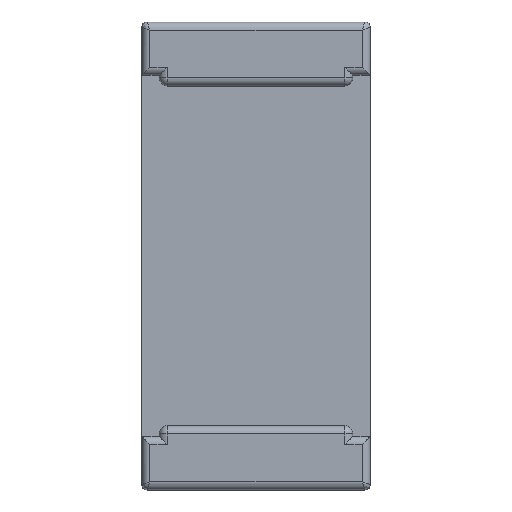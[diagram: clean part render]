
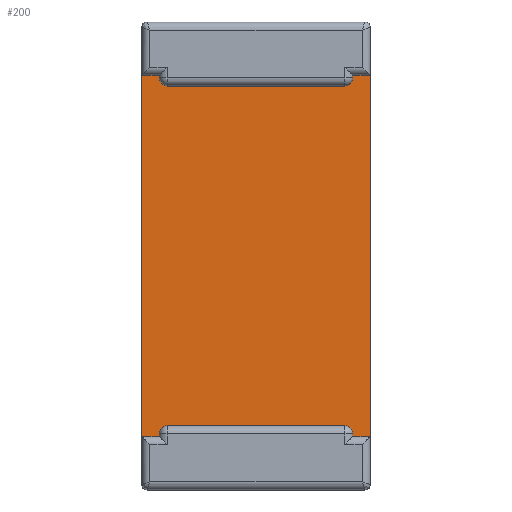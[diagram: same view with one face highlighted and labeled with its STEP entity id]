
A CAD part, top view. The second image highlights one B-rep face of the part: STEP entity #200.
In plain terms, the highlighted planar face has unit normal (0, 0, 1).
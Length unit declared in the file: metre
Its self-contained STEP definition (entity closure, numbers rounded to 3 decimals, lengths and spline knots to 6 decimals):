
#200=ADVANCED_FACE('0:40',(#403),#404,.T.);
#403=FACE_OUTER_BOUND('',#643,.T.);
#404=PLANE('',#644);
#643=EDGE_LOOP('',(#1068,#1069,#1070,#1071));
#644=AXIS2_PLACEMENT_3D('',#1072,#1073,#1074);
#1068=ORIENTED_EDGE('',*,*,#1666,.T.);
#1069=ORIENTED_EDGE('',*,*,#1662,.T.);
#1070=ORIENTED_EDGE('',*,*,#1667,.T.);
#1071=ORIENTED_EDGE('',*,*,#1668,.T.);
#1072=CARTESIAN_POINT('',(0.0,0.0,0.0));
#1073=DIRECTION('',(0.0,0.0,1.0));
#1074=DIRECTION('',(-1.0,0.0,0.0));
#1662=EDGE_CURVE('0:58',#1904,#1901,#1905,.T.);
#1666=EDGE_CURVE('0:67',#1910,#1904,#1911,.T.);
#1667=EDGE_CURVE('0:70',#1901,#1912,#1913,.T.);
#1668=EDGE_CURVE('0:73',#1912,#1910,#1914,.T.);
#1901=VERTEX_POINT('',#2237);
#1904=VERTEX_POINT('',#2241);
#1905=LINE('',#2242,#2243);
#1910=VERTEX_POINT('',#2250);
#1911=LINE('',#2251,#2252);
#1912=VERTEX_POINT('',#2253);
#1913=LINE('',#2254,#2255);
#1914=LINE('',#2256,#2257);
#2237=CARTESIAN_POINT('',(-0.00075,0.0015,0.0));
#2241=CARTESIAN_POINT('',(0.00075,0.0015,0.0));
#2242=CARTESIAN_POINT('',(0.0,0.0015,0.0));
#2243=VECTOR('',#2683,1.0);
#2250=CARTESIAN_POINT('',(0.00075,-0.0015,0.0));
#2251=CARTESIAN_POINT('',(0.00075,0.0,0.0));
#2252=VECTOR('',#2686,1.0);
#2253=CARTESIAN_POINT('',(-0.00075,-0.0015,0.0));
#2254=CARTESIAN_POINT('',(-0.00075,0.0,0.0));
#2255=VECTOR('',#2687,1.0);
#2256=CARTESIAN_POINT('',(0.0,-0.0015,0.0));
#2257=VECTOR('',#2688,1.0);
#2683=DIRECTION('',(-1.0,0.0,0.0));
#2686=DIRECTION('',(0.0,1.0,0.0));
#2687=DIRECTION('',(0.0,-1.0,0.0));
#2688=DIRECTION('',(1.0,0.0,0.0));
